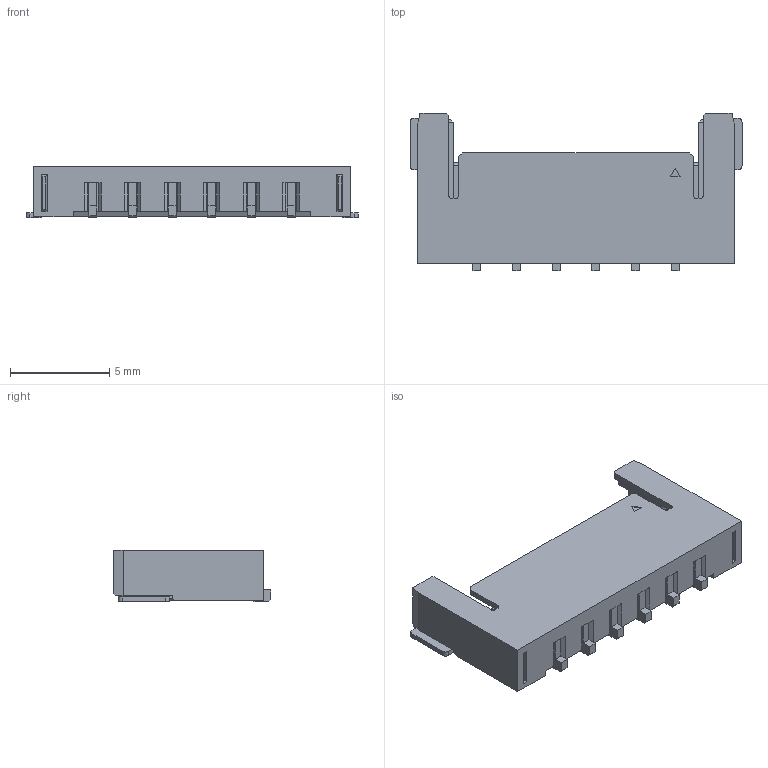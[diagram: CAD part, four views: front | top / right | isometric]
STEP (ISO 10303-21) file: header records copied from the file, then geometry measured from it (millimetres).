
FILE_DESCRIPTION(/* description */ (''),/* implementation_level */ '2;1');
FILE_NAME(/* name */ '2053380006.step',/* time_stamp */ '2023-11-05T19:08:47-08:00',/* author */ (''),/* organization */ (''),/* preprocessor_version */ 'ST-DEVELOPER v20',/* originating_system */ 'Autodesk Translation Framework v12.14.0.127',/* authorisation */ '');
FILE_SCHEMA (('AUTOMOTIVE_DESIGN { 1 0 10303 214 3 1 1 }'));
Length unit declared in the file: millimetre
Products named in the file (34): (Unsaved); 1 (32); 1; 1 (1); 1 (2); 1 (3); 1 (4); 1 (5); 1 (6); 1 (7); 1 (8); 1 (9); 1 (10); 1 (11); 1 (12); 1 (13); 1 (14); 1 (15); 1 (16); 1 (17); 1 (18); 1 (19); 1 (20); 1 (21); 1 (22); 1 (23); 1 (24); 1 (25); 1 (26); 1 (27); 1 (28); 1 (29); 1 (30); 1 (31)
Assembly tree (33 placements, depth 2):
  (Unsaved)
    1 (32)
    1
    1 (1)
    1 (2)
    1 (3)
    1 (4)
    1 (5)
    1 (6)
    1 (7)
    1 (8)
    1 (9)
    1 (10)
    1 (11)
    1 (12)
    1 (13)
    1 (14)
    1 (15)
    1 (16)
    1 (17)
    1 (18)
    1 (19)
    1 (20)
    1 (21)
    1 (22)
    1 (23)
    1 (24)
    1 (25)
    1 (26)
    1 (27)
    1 (28)
    1 (29)
    1 (30)
    1 (31)
Bounding box: 16.75 x 7.95 x 2.6 mm (x, y, z)
Volume: 139.4 mm3; surface area: 592.9 mm2
Topology: 1 solids, 1 shells, 382 faces, 1107 edges, 714 vertices
Faces by surface type: plane 311, cylinder 59, sphere 12
Entity records: 13414 total; most frequent: CARTESIAN_POINT 2270, ORIENTED_EDGE 2214, DIRECTION 2123, EDGE_CURVE 1107, LINE 989, VECTOR 989, VERTEX_POINT 714, AXIS2_PLACEMENT_3D 567
